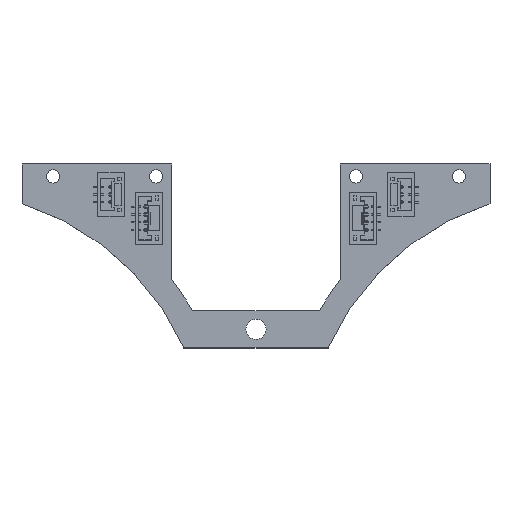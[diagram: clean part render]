
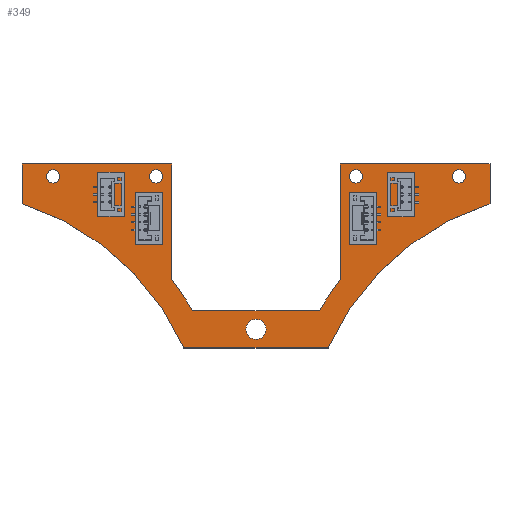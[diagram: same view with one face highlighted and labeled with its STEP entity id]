
A CAD part, top view. The second image highlights one B-rep face of the part: STEP entity #349.
In plain terms, the highlighted planar face has unit normal (0, 0, 1).
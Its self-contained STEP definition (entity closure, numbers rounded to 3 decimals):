
#51 = VERTEX_POINT('',#52);
#52 = CARTESIAN_POINT('',(-37.487,26.487,1.6));
#58 = EDGE_CURVE('',#51,#59,#61,.T.);
#59 = VERTEX_POINT('',#60);
#60 = CARTESIAN_POINT('',(-13.513,26.487,1.6));
#61 = LINE('',#62,#63);
#62 = CARTESIAN_POINT('',(-37.487,26.487,1.6));
#63 = VECTOR('',#64,1.);
#64 = DIRECTION('',(1.,0.,0.));
#91 = VERTEX_POINT('',#92);
#92 = CARTESIAN_POINT('',(-37.487,20.106,1.6)
  );
#98 = EDGE_CURVE('',#91,#51,#99,.T.);
#99 = LINE('',#100,#101);
#100 = CARTESIAN_POINT('',(-37.487,20.106,1.6
    ));
#101 = VECTOR('',#102,1.);
#102 = DIRECTION('',(0.,1.,0.));
#120 = EDGE_CURVE('',#59,#121,#123,.T.);
#121 = VERTEX_POINT('',#122);
#122 = CARTESIAN_POINT('',(-13.513,7.996,1.6)
  );
#123 = LINE('',#124,#125);
#124 = CARTESIAN_POINT('',(-13.513,26.487,1.6)
  );
#125 = VECTOR('',#126,1.);
#126 = DIRECTION('',(0.,-1.,0.));
#349 = ADVANCED_FACE('',(#350,#447,#467,#487,#507,#527),#547,.F.);
#350 = FACE_BOUND('',#351,.F.);
#351 = EDGE_LOOP('',(#352,#353,#354,#363,#372,#380,#389,#398,#406,#414,
    #422,#431,#439,#446));
#352 = ORIENTED_EDGE('',*,*,#58,.T.);
#353 = ORIENTED_EDGE('',*,*,#120,.T.);
#354 = ORIENTED_EDGE('',*,*,#355,.T.);
#355 = EDGE_CURVE('',#121,#356,#358,.T.);
#356 = VERTEX_POINT('',#357);
#357 = CARTESIAN_POINT('',(-10.174,2.994,1.6)
  );
#358 = CIRCLE('',#359,46.048);
#359 = AXIS2_PLACEMENT_3D('',#360,#361,#362);
#360 = CARTESIAN_POINT('',(-50.06,-20.016,
    1.6));
#361 = DIRECTION('',(0.,0.,-1.));
#362 = DIRECTION('',(0.794,0.608,0.));
#363 = ORIENTED_EDGE('',*,*,#364,.T.);
#364 = EDGE_CURVE('',#356,#365,#367,.T.);
#365 = VERTEX_POINT('',#366);
#366 = CARTESIAN_POINT('',(-10.163,2.987,1.6)
  );
#367 = CIRCLE('',#368,0.013);
#368 = AXIS2_PLACEMENT_3D('',#369,#370,#371);
#369 = CARTESIAN_POINT('',(-10.163,3.,1.6));
#370 = DIRECTION('',(0.,0.,1.));
#371 = DIRECTION('',(-0.866,-0.5,0.));
#372 = ORIENTED_EDGE('',*,*,#373,.T.);
#373 = EDGE_CURVE('',#365,#374,#376,.T.);
#374 = VERTEX_POINT('',#375);
#375 = CARTESIAN_POINT('',(10.163,2.987,1.6)
  );
#376 = LINE('',#377,#378);
#377 = CARTESIAN_POINT('',(-10.163,2.987,1.6)
  );
#378 = VECTOR('',#379,1.);
#379 = DIRECTION('',(1.,0.,0.));
#380 = ORIENTED_EDGE('',*,*,#381,.T.);
#381 = EDGE_CURVE('',#374,#382,#384,.T.);
#382 = VERTEX_POINT('',#383);
#383 = CARTESIAN_POINT('',(10.174,2.994,1.6)
  );
#384 = CIRCLE('',#385,0.013);
#385 = AXIS2_PLACEMENT_3D('',#386,#387,#388);
#386 = CARTESIAN_POINT('',(10.163,3.,1.6));
#387 = DIRECTION('',(0.,0.,1.));
#388 = DIRECTION('',(0.,-1.,0.));
#389 = ORIENTED_EDGE('',*,*,#390,.T.);
#390 = EDGE_CURVE('',#382,#391,#393,.T.);
#391 = VERTEX_POINT('',#392);
#392 = CARTESIAN_POINT('',(13.51,7.988,1.6
    ));
#393 = CIRCLE('',#394,45.987);
#394 = AXIS2_PLACEMENT_3D('',#395,#396,#397);
#395 = CARTESIAN_POINT('',(50.,-20.,1.6)
  );
#396 = DIRECTION('',(0.,0.,-1.));
#397 = DIRECTION('',(-0.866,0.5,0.));
#398 = ORIENTED_EDGE('',*,*,#399,.T.);
#399 = EDGE_CURVE('',#391,#400,#402,.T.);
#400 = VERTEX_POINT('',#401);
#401 = CARTESIAN_POINT('',(13.513,26.487,1.6));
#402 = LINE('',#403,#404);
#403 = CARTESIAN_POINT('',(13.51,7.988,1.6
    ));
#404 = VECTOR('',#405,1.);
#405 = DIRECTION('',(0.,1.,0.));
#406 = ORIENTED_EDGE('',*,*,#407,.T.);
#407 = EDGE_CURVE('',#400,#408,#410,.T.);
#408 = VERTEX_POINT('',#409);
#409 = CARTESIAN_POINT('',(37.487,26.487,1.6));
#410 = LINE('',#411,#412);
#411 = CARTESIAN_POINT('',(13.513,26.487,1.6));
#412 = VECTOR('',#413,1.);
#413 = DIRECTION('',(1.,0.,0.));
#414 = ORIENTED_EDGE('',*,*,#415,.T.);
#415 = EDGE_CURVE('',#408,#416,#418,.T.);
#416 = VERTEX_POINT('',#417);
#417 = CARTESIAN_POINT('',(37.487,20.106,1.6)
  );
#418 = LINE('',#419,#420);
#419 = CARTESIAN_POINT('',(37.487,26.487,1.6));
#420 = VECTOR('',#421,1.);
#421 = DIRECTION('',(0.,-1.,0.));
#422 = ORIENTED_EDGE('',*,*,#423,.T.);
#423 = EDGE_CURVE('',#416,#424,#426,.T.);
#424 = VERTEX_POINT('',#425);
#425 = CARTESIAN_POINT('',(11.586,-2.987,1.6)
  );
#426 = CIRCLE('',#427,42.013);
#427 = AXIS2_PLACEMENT_3D('',#428,#429,#430);
#428 = CARTESIAN_POINT('',(50.,-20.,1.6
    ));
#429 = DIRECTION('',(0.,0.,1.));
#430 = DIRECTION('',(-0.298,0.955,0.));
#431 = ORIENTED_EDGE('',*,*,#432,.T.);
#432 = EDGE_CURVE('',#424,#433,#435,.T.);
#433 = VERTEX_POINT('',#434);
#434 = CARTESIAN_POINT('',(-11.586,-2.987,1.6)
  );
#435 = LINE('',#436,#437);
#436 = CARTESIAN_POINT('',(11.586,-2.987,1.6)
  );
#437 = VECTOR('',#438,1.);
#438 = DIRECTION('',(-1.,0.,0.));
#439 = ORIENTED_EDGE('',*,*,#440,.T.);
#440 = EDGE_CURVE('',#433,#91,#441,.T.);
#441 = CIRCLE('',#442,42.013);
#442 = AXIS2_PLACEMENT_3D('',#443,#444,#445);
#443 = CARTESIAN_POINT('',(-50.,-20.,
    1.6));
#444 = DIRECTION('',(0.,0.,1.));
#445 = DIRECTION('',(0.914,0.405,-0.));
#446 = ORIENTED_EDGE('',*,*,#98,.T.);
#447 = FACE_BOUND('',#448,.F.);
#448 = EDGE_LOOP('',(#449,#460));
#449 = ORIENTED_EDGE('',*,*,#450,.T.);
#450 = EDGE_CURVE('',#451,#453,#455,.T.);
#451 = VERTEX_POINT('',#452);
#452 = CARTESIAN_POINT('',(1.613,0.,
    1.6));
#453 = VERTEX_POINT('',#454);
#454 = CARTESIAN_POINT('',(-1.613,0.,
    1.6));
#455 = CIRCLE('',#456,1.613);
#456 = AXIS2_PLACEMENT_3D('',#457,#458,#459);
#457 = CARTESIAN_POINT('',(0.,0.,
    1.6));
#458 = DIRECTION('',(0.,0.,1.));
#459 = DIRECTION('',(1.,0.,-0.));
#460 = ORIENTED_EDGE('',*,*,#461,.T.);
#461 = EDGE_CURVE('',#453,#451,#462,.T.);
#462 = CIRCLE('',#463,1.613);
#463 = AXIS2_PLACEMENT_3D('',#464,#465,#466);
#464 = CARTESIAN_POINT('',(0.,0.,1.6));
#465 = DIRECTION('',(0.,0.,1.));
#466 = DIRECTION('',(-1.,0.,0.));
#467 = FACE_BOUND('',#468,.F.);
#468 = EDGE_LOOP('',(#469,#480));
#469 = ORIENTED_EDGE('',*,*,#470,.T.);
#470 = EDGE_CURVE('',#471,#473,#475,.T.);
#471 = VERTEX_POINT('',#472);
#472 = CARTESIAN_POINT('',(33.563,24.5,1.6));
#473 = VERTEX_POINT('',#474);
#474 = CARTESIAN_POINT('',(31.437,24.5,1.6));
#475 = CIRCLE('',#476,1.063);
#476 = AXIS2_PLACEMENT_3D('',#477,#478,#479);
#477 = CARTESIAN_POINT('',(32.5,24.5,1.6));
#478 = DIRECTION('',(0.,0.,1.));
#479 = DIRECTION('',(1.,0.,-0.));
#480 = ORIENTED_EDGE('',*,*,#481,.T.);
#481 = EDGE_CURVE('',#473,#471,#482,.T.);
#482 = CIRCLE('',#483,1.063);
#483 = AXIS2_PLACEMENT_3D('',#484,#485,#486);
#484 = CARTESIAN_POINT('',(32.5,24.5,1.6));
#485 = DIRECTION('',(0.,0.,1.));
#486 = DIRECTION('',(-1.,0.,0.));
#487 = FACE_BOUND('',#488,.F.);
#488 = EDGE_LOOP('',(#489,#500));
#489 = ORIENTED_EDGE('',*,*,#490,.T.);
#490 = EDGE_CURVE('',#491,#493,#495,.T.);
#491 = VERTEX_POINT('',#492);
#492 = CARTESIAN_POINT('',(17.063,24.5,1.6));
#493 = VERTEX_POINT('',#494);
#494 = CARTESIAN_POINT('',(14.937,24.5,1.6));
#495 = CIRCLE('',#496,1.063);
#496 = AXIS2_PLACEMENT_3D('',#497,#498,#499);
#497 = CARTESIAN_POINT('',(16.,24.5,1.6));
#498 = DIRECTION('',(0.,0.,1.));
#499 = DIRECTION('',(1.,0.,-0.));
#500 = ORIENTED_EDGE('',*,*,#501,.T.);
#501 = EDGE_CURVE('',#493,#491,#502,.T.);
#502 = CIRCLE('',#503,1.063);
#503 = AXIS2_PLACEMENT_3D('',#504,#505,#506);
#504 = CARTESIAN_POINT('',(16.,24.5,1.6));
#505 = DIRECTION('',(0.,0.,1.));
#506 = DIRECTION('',(-1.,0.,0.));
#507 = FACE_BOUND('',#508,.F.);
#508 = EDGE_LOOP('',(#509,#520));
#509 = ORIENTED_EDGE('',*,*,#510,.T.);
#510 = EDGE_CURVE('',#511,#513,#515,.T.);
#511 = VERTEX_POINT('',#512);
#512 = CARTESIAN_POINT('',(-14.937,24.5,1.6));
#513 = VERTEX_POINT('',#514);
#514 = CARTESIAN_POINT('',(-17.063,24.5,1.6));
#515 = CIRCLE('',#516,1.063);
#516 = AXIS2_PLACEMENT_3D('',#517,#518,#519);
#517 = CARTESIAN_POINT('',(-16.,24.5,1.6));
#518 = DIRECTION('',(0.,0.,1.));
#519 = DIRECTION('',(1.,0.,-0.));
#520 = ORIENTED_EDGE('',*,*,#521,.T.);
#521 = EDGE_CURVE('',#513,#511,#522,.T.);
#522 = CIRCLE('',#523,1.063);
#523 = AXIS2_PLACEMENT_3D('',#524,#525,#526);
#524 = CARTESIAN_POINT('',(-16.,24.5,1.6));
#525 = DIRECTION('',(0.,0.,1.));
#526 = DIRECTION('',(-1.,0.,0.));
#527 = FACE_BOUND('',#528,.F.);
#528 = EDGE_LOOP('',(#529,#540));
#529 = ORIENTED_EDGE('',*,*,#530,.T.);
#530 = EDGE_CURVE('',#531,#533,#535,.T.);
#531 = VERTEX_POINT('',#532);
#532 = CARTESIAN_POINT('',(-31.437,24.5,1.6));
#533 = VERTEX_POINT('',#534);
#534 = CARTESIAN_POINT('',(-33.563,24.5,1.6));
#535 = CIRCLE('',#536,1.063);
#536 = AXIS2_PLACEMENT_3D('',#537,#538,#539);
#537 = CARTESIAN_POINT('',(-32.5,24.5,1.6));
#538 = DIRECTION('',(0.,0.,1.));
#539 = DIRECTION('',(1.,0.,-0.));
#540 = ORIENTED_EDGE('',*,*,#541,.T.);
#541 = EDGE_CURVE('',#533,#531,#542,.T.);
#542 = CIRCLE('',#543,1.063);
#543 = AXIS2_PLACEMENT_3D('',#544,#545,#546);
#544 = CARTESIAN_POINT('',(-32.5,24.5,1.6));
#545 = DIRECTION('',(0.,0.,1.));
#546 = DIRECTION('',(-1.,0.,0.));
#547 = PLANE('',#548);
#548 = AXIS2_PLACEMENT_3D('',#549,#550,#551);
#549 = CARTESIAN_POINT('',(0.,13.322,
    1.6));
#550 = DIRECTION('',(-0.,-0.,-1.));
#551 = DIRECTION('',(-1.,0.,0.));
